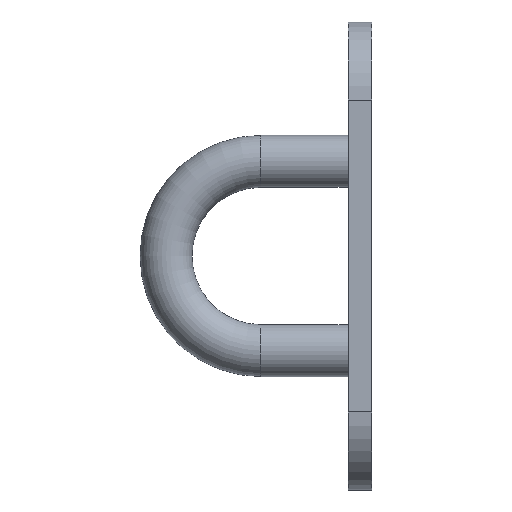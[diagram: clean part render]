
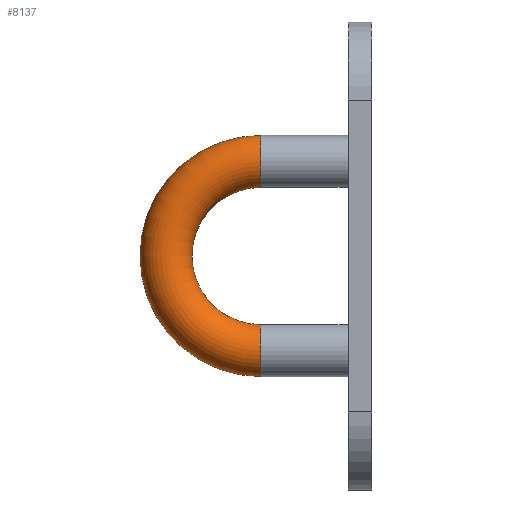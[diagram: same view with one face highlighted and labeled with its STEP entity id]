
A CAD part, left-side view. The second image highlights one B-rep face of the part: STEP entity #8137.
In plain terms, the highlighted toroidal (fillet/blend) face has major radius 9.1 mm and minor radius 2.5 mm.
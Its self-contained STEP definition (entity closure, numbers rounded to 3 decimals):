
#50 = AXIS2_PLACEMENT_3D ( 'NONE', #7907, #10056, #6911 ) ;
#290 = CARTESIAN_POINT ( 'NONE',  ( 0., 10.7, -11.6 ) ) ;
#303 = AXIS2_PLACEMENT_3D ( 'NONE', #2945, #11394, #11307 ) ;
#926 = CIRCLE ( 'NONE', #50, 11.6 ) ;
#1074 = ORIENTED_EDGE ( 'NONE', *, *, #8513, .T. ) ;
#1319 = CIRCLE ( 'NONE', #9101, 2.5 ) ;
#1957 = CARTESIAN_POINT ( 'NONE',  ( 0., 10.7, -9.1 ) ) ;
#2295 = TOROIDAL_SURFACE ( 'NONE', #303, 9.1, 2.5 ) ;
#2541 = CARTESIAN_POINT ( 'NONE',  ( 0., 10.7, 0. ) ) ;
#2885 = EDGE_CURVE ( 'NONE', #10539, #13097, #13237, .T. ) ;
#2945 = CARTESIAN_POINT ( 'NONE',  ( 0., 10.7, 0. ) ) ;
#3379 = DIRECTION ( 'NONE',  ( -1., 0., 0. ) ) ;
#3572 = ORIENTED_EDGE ( 'NONE', *, *, #2885, .F. ) ;
#4056 = AXIS2_PLACEMENT_3D ( 'NONE', #2541, #3379, #12835 ) ;
#5060 = CIRCLE ( 'NONE', #4056, 6.6 ) ;
#5752 = DIRECTION ( 'NONE',  ( 0., -1., 0. ) ) ;
#6090 = DIRECTION ( 'NONE',  ( 0., 0., 1. ) ) ;
#6911 = DIRECTION ( 'NONE',  ( 0., 0., 1. ) ) ;
#7094 = ORIENTED_EDGE ( 'NONE', *, *, #8369, .F. ) ;
#7563 = CARTESIAN_POINT ( 'NONE',  ( 0., 10.7, 6.6 ) ) ;
#7579 = VERTEX_POINT ( 'NONE', #290 ) ;
#7833 = CARTESIAN_POINT ( 'NONE',  ( 0., 10.7, 9.1 ) ) ;
#7907 = CARTESIAN_POINT ( 'NONE',  ( 0., 10.7, 0. ) ) ;
#8137 = ADVANCED_FACE ( 'NONE', ( #8466 ), #2295, .T. ) ;
#8214 = DIRECTION ( 'NONE',  ( 0., 1., 0. ) ) ;
#8369 = EDGE_CURVE ( 'NONE', #13097, #10023, #5060, .T. ) ;
#8466 = FACE_OUTER_BOUND ( 'NONE', #12361, .T. ) ;
#8513 = EDGE_CURVE ( 'NONE', #7579, #10023, #1319, .T. ) ;
#9058 = EDGE_CURVE ( 'NONE', #10539, #7579, #926, .T. ) ;
#9101 = AXIS2_PLACEMENT_3D ( 'NONE', #1957, #8214, #6090 ) ;
#9603 = CARTESIAN_POINT ( 'NONE',  ( 0., 10.7, 11.6 ) ) ;
#10023 = VERTEX_POINT ( 'NONE', #11478 ) ;
#10056 = DIRECTION ( 'NONE',  ( -1., 0., 0. ) ) ;
#10181 = AXIS2_PLACEMENT_3D ( 'NONE', #7833, #5752, #11912 ) ;
#10539 = VERTEX_POINT ( 'NONE', #9603 ) ;
#11307 = DIRECTION ( 'NONE',  ( 0., 0., 1. ) ) ;
#11394 = DIRECTION ( 'NONE',  ( -1., 0., 0. ) ) ;
#11478 = CARTESIAN_POINT ( 'NONE',  ( 0., 10.7, -6.6 ) ) ;
#11912 = DIRECTION ( 'NONE',  ( 0., 0., -1. ) ) ;
#12358 = ORIENTED_EDGE ( 'NONE', *, *, #9058, .T. ) ;
#12361 = EDGE_LOOP ( 'NONE', ( #3572, #12358, #1074, #7094 ) ) ;
#12835 = DIRECTION ( 'NONE',  ( 0., 0., 1. ) ) ;
#13097 = VERTEX_POINT ( 'NONE', #7563 ) ;
#13237 = CIRCLE ( 'NONE', #10181, 2.5 ) ;
